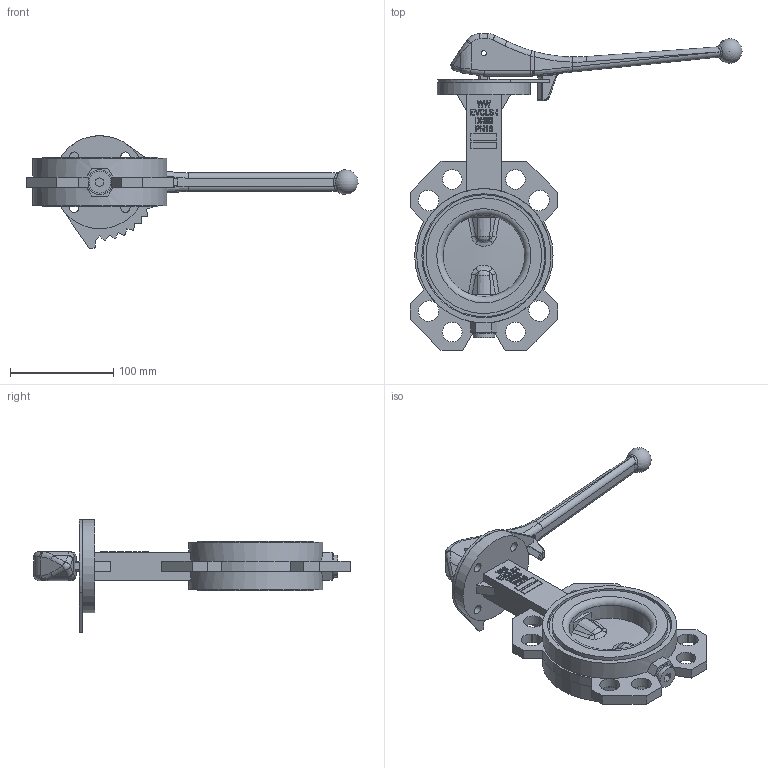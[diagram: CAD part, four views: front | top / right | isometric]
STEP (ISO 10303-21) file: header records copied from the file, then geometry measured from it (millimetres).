
FILE_DESCRIPTION(/* description */ ('STEP AP214'),/* implementation_level */ '2;1');
FILE_NAME(/* name */ '2311bs80_stp_1.step',/* time_stamp */ '2025-10-23T13:13:47+02:00',/* author */ (''),/* organization */ (''),/* preprocessor_version */ 'ST-DEVELOPER v20.1',/* originating_system */ 'Autodesk Translation Framework v14.17.0.0',/* authorisation */ '');
FILE_SCHEMA (('AUTOMOTIVE_DESIGN { 1 0 10303 214 3 1 1 }'));
Length unit declared in the file: millimetre
Products named in the file (2): EVCLS-i DN80 PN16 F07-L10; EV-SERIES LEVER L1
Assembly tree (1 placements, depth 2):
  EVCLS-i DN80 PN16 F07-L10
    EV-SERIES LEVER L1
Bounding box: 321.41 x 306.5 x 109 mm (x, y, z)
Volume: 779221.3 mm3; surface area: 146868.6 mm2
Topology: 2 solids, 2 shells, 588 faces, 1544 edges, 984 vertices
Faces by surface type: plane 295, bspline 143, cylinder 104, torus 32, cone 8, sphere 6
Full cylindrical faces by diameter (mm): 5 x2, 9 x4, 12 x1, 16 x1, 19 x4, 21 x1, 55 x1, 79.1 x1, 90 x1, 112 x2, 120 x2, 130 x2
Entity records: 26727 total; most frequent: CARTESIAN_POINT 12433, ORIENTED_EDGE 3060, DIRECTION 2490, EDGE_CURVE 1530, VERTEX_POINT 984, LINE 890, VECTOR 890, AXIS2_PLACEMENT_3D 800
